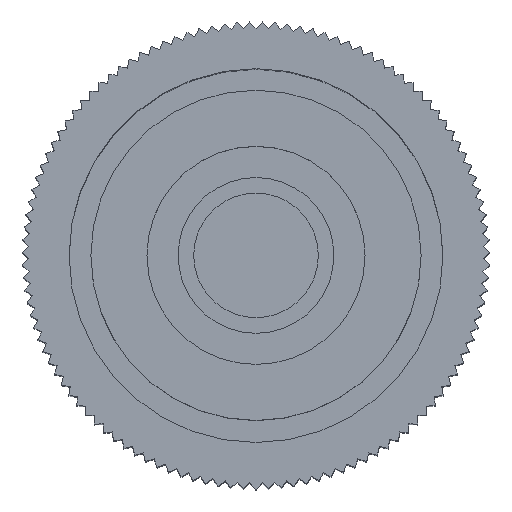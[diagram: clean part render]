
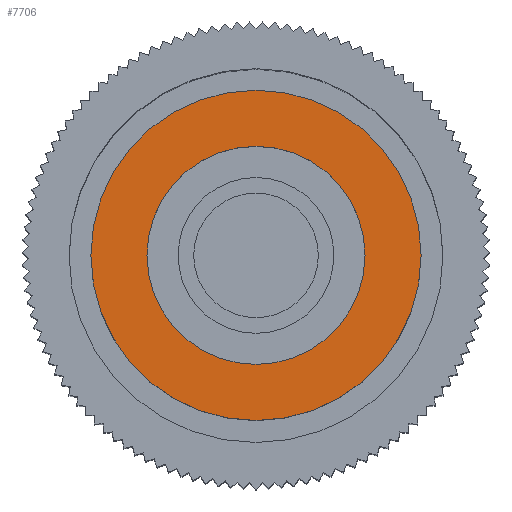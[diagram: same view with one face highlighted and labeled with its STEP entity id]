
A CAD part, top view. The second image highlights one B-rep face of the part: STEP entity #7706.
In plain terms, the highlighted planar face has unit normal (0, 0, 1).
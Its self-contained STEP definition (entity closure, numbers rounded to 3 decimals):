
#1860=PLANE('',#8330);
#1884=FACE_BOUND('',#3027,.T.);
#1885=FACE_BOUND('',#3028,.T.);
#2142=CIRCLE('',#8323,3.5);
#2145=CIRCLE('',#8329,5.3);
#3027=EDGE_LOOP('',(#6936));
#3028=EDGE_LOOP('',(#6937));
#3762=VERTEX_POINT('',#12581);
#3765=VERTEX_POINT('',#12590);
#4825=EDGE_CURVE('',#3762,#3762,#2142,.T.);
#4828=EDGE_CURVE('',#3765,#3765,#2145,.T.);
#6936=ORIENTED_EDGE('',*,*,#4825,.T.);
#6937=ORIENTED_EDGE('',*,*,#4828,.T.);
#7706=ADVANCED_FACE('',(#1884,#1885),#1860,.T.);
#8323=AXIS2_PLACEMENT_3D('',#12582,#10355,#10356);
#8329=AXIS2_PLACEMENT_3D('',#12591,#10367,#10368);
#8330=AXIS2_PLACEMENT_3D('',#12592,#10369,#10370);
#10355=DIRECTION('center_axis',(0.,0.,-1.));
#10356=DIRECTION('ref_axis',(-1.,0.,0.));
#10367=DIRECTION('center_axis',(0.,0.,1.));
#10368=DIRECTION('ref_axis',(-1.,0.,0.));
#10369=DIRECTION('center_axis',(0.,0.,1.));
#10370=DIRECTION('ref_axis',(1.,0.,0.));
#12581=CARTESIAN_POINT('',(3.5,0.,135.));
#12582=CARTESIAN_POINT('Origin',(0.,0.,135.));
#12590=CARTESIAN_POINT('',(5.3,0.,135.));
#12591=CARTESIAN_POINT('Origin',(0.,0.,135.));
#12592=CARTESIAN_POINT('Origin',(0.,0.,135.));
